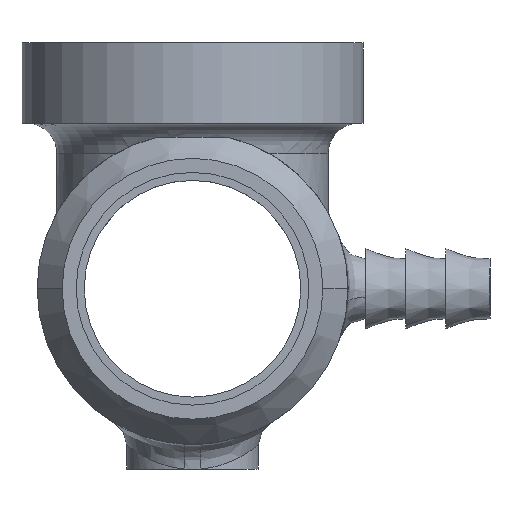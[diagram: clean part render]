
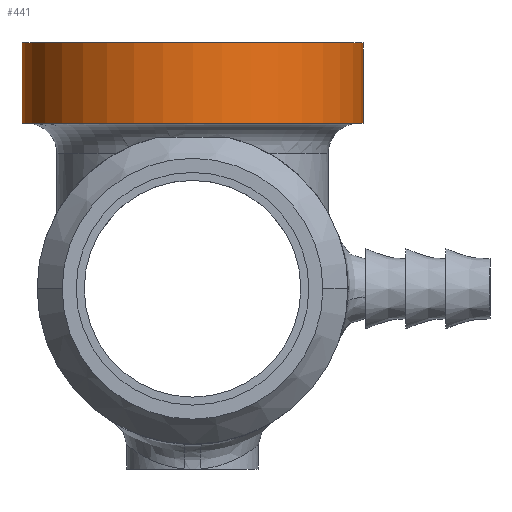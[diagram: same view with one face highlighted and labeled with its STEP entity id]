
A CAD part, front view. The second image highlights one B-rep face of the part: STEP entity #441.
In plain terms, the highlighted cylindrical face has radius 17 mm (diameter 34 mm), a partial arc.
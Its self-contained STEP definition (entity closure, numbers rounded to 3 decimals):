
#254 = CYLINDRICAL_SURFACE ( 'NONE', #1785, 17. ) ;
#266 = CARTESIAN_POINT ( 'NONE',  ( -48.32, 52.95, 125.1 ) ) ;
#441 = ADVANCED_FACE ( 'NONE', ( #960 ), #254, .T. ) ;
#449 = DIRECTION ( 'NONE',  ( -1., 0., 0. ) ) ;
#642 = CARTESIAN_POINT ( 'NONE',  ( -14.32, 52.95, 117.1 ) ) ;
#721 = AXIS2_PLACEMENT_3D ( 'NONE', #996, #1745, #449 ) ;
#889 = DIRECTION ( 'NONE',  ( -1., 0., 0. ) ) ;
#960 = FACE_OUTER_BOUND ( 'NONE', #1372, .T. ) ;
#993 = VERTEX_POINT ( 'NONE', #1406 ) ;
#996 = CARTESIAN_POINT ( 'NONE',  ( -31.32, 52.95, 125.1 ) ) ;
#997 = VERTEX_POINT ( 'NONE', #642 ) ;
#1150 = DIRECTION ( 'NONE',  ( 0., 0., -1. ) ) ;
#1265 = VERTEX_POINT ( 'NONE', #1460 ) ;
#1333 = ORIENTED_EDGE ( 'NONE', *, *, #3253, .F. ) ;
#1361 = ORIENTED_EDGE ( 'NONE', *, *, #2765, .T. ) ;
#1372 = EDGE_LOOP ( 'NONE', ( #3250, #1361, #2566, #1333 ) ) ;
#1406 = CARTESIAN_POINT ( 'NONE',  ( -14.32, 52.95, 125.1 ) ) ;
#1410 = CARTESIAN_POINT ( 'NONE',  ( -31.32, 52.95, 100.6 ) ) ;
#1413 = LINE ( 'NONE', #2017, #2212 ) ;
#1422 = DIRECTION ( 'NONE',  ( -1., 0., 0. ) ) ;
#1432 = EDGE_CURVE ( 'NONE', #993, #997, #1413, .T. ) ;
#1460 = CARTESIAN_POINT ( 'NONE',  ( -48.32, 52.95, 117.1 ) ) ;
#1499 = VERTEX_POINT ( 'NONE', #266 ) ;
#1569 = EDGE_CURVE ( 'NONE', #1499, #1265, #3251, .T. ) ;
#1641 = CARTESIAN_POINT ( 'NONE',  ( -31.32, 52.95, 117.1 ) ) ;
#1711 = CIRCLE ( 'NONE', #2686, 17. ) ;
#1745 = DIRECTION ( 'NONE',  ( 0., 0., -1. ) ) ;
#1785 = AXIS2_PLACEMENT_3D ( 'NONE', #1410, #2414, #889 ) ;
#1833 = DIRECTION ( 'NONE',  ( 0., 0., -1. ) ) ;
#1961 = CIRCLE ( 'NONE', #721, 17. ) ;
#2017 = CARTESIAN_POINT ( 'NONE',  ( -14.32, 52.95, 100.6 ) ) ;
#2042 = VECTOR ( 'NONE', #1833, 1000. ) ;
#2047 = DIRECTION ( 'NONE',  ( 0., 0., -1. ) ) ;
#2212 = VECTOR ( 'NONE', #2047, 1000. ) ;
#2414 = DIRECTION ( 'NONE',  ( 0., 0., -1. ) ) ;
#2566 = ORIENTED_EDGE ( 'NONE', *, *, #1569, .T. ) ;
#2686 = AXIS2_PLACEMENT_3D ( 'NONE', #1641, #1150, #1422 ) ;
#2765 = EDGE_CURVE ( 'NONE', #993, #1499, #1961, .T. ) ;
#3167 = CARTESIAN_POINT ( 'NONE',  ( -48.32, 52.95, 100.6 ) ) ;
#3250 = ORIENTED_EDGE ( 'NONE', *, *, #1432, .F. ) ;
#3251 = LINE ( 'NONE', #3167, #2042 ) ;
#3253 = EDGE_CURVE ( 'NONE', #997, #1265, #1711, .T. ) ;
